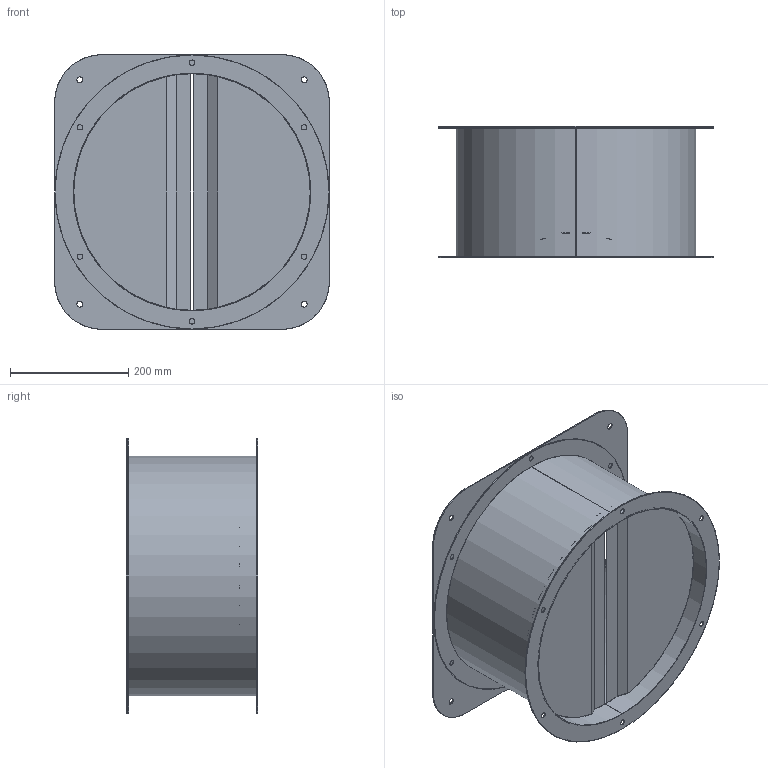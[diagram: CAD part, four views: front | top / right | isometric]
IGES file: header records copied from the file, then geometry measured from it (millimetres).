
Start section: SolidWorks IGES file using analytic representation for surfaces
Global section: file name: 1TS3510_TS35.IGS; native system: SolidWorks 2018; preprocessor: SolidWorks 2018; author: binatti; date: 220308.112523; units: millimetre
Bounding box: 465 x 222 x 465 mm (x, y, z)
Surface area: 1150648.7 mm2 (no closed solid volume)
Topology: 0 solids, 0 shells, 72 faces, 1628 edges, 1628 vertices
Faces by surface type: revolution 48, bspline 24
